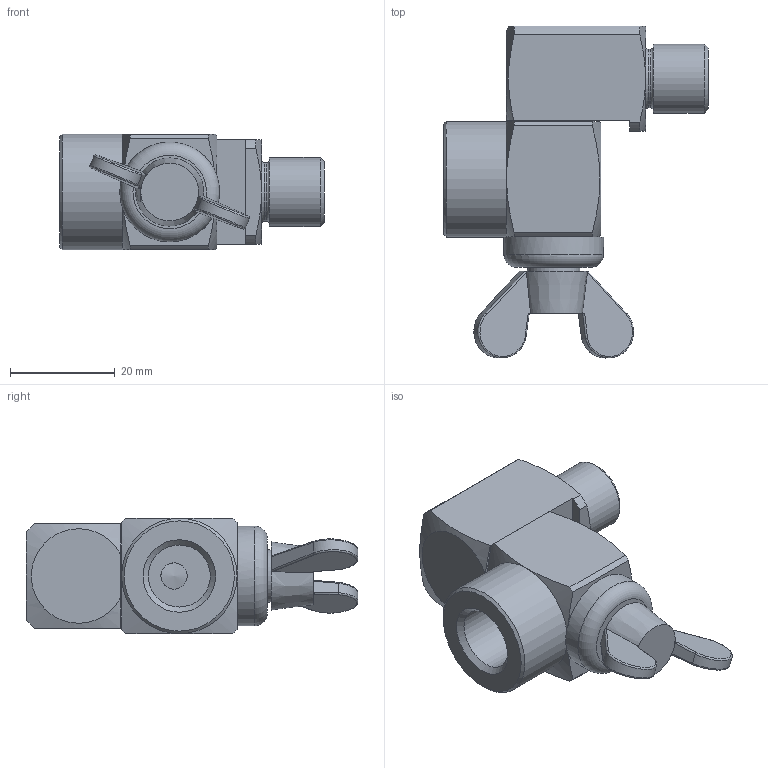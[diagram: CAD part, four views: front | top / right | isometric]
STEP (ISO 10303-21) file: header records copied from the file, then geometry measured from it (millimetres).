
FILE_DESCRIPTION(/* description */ ('Unknown'),/* implementation_level */ '2;1');
FILE_NAME(/* name */ '200330511',/* time_stamp */ '2023-06-19T11:42:07+02:00',/* author */ ('Unknown'),/* organization */ ('Unknown'),/* preprocessor_version */ 'ST-DEVELOPER v18.102',/* originating_system */ 'Solid Edge',/* authorisation */ 'Unknown');
FILE_SCHEMA (('AUTOMOTIVE_DESIGN {1 0 10303 214 3 1 1}'));
Length unit declared in the file: millimetre
Products named in the file (1): Part1
Bounding box: 50.5 x 63.24 x 22 mm (x, y, z)
Volume: 25363.5 mm3; surface area: 8285 mm2
Topology: 1 solids, 2 shells, 90 faces, 213 edges, 135 vertices
Faces by surface type: plane 36, cylinder 28, cone 19, bspline 4, torus 3
Full cylindrical faces by diameter (mm): 5 x1, 5.999 x1, 6 x1, 6.5 x1, 10 x1, 11.199 x1, 11.82 x1, 13.159 x1, 19 x1, 22 x1
Entity records: 3255 total; most frequent: CARTESIAN_POINT 694, DIRECTION 395, ORIENTED_EDGE 368, EDGE_CURVE 184, AXIS2_PLACEMENT_3D 171, VERTEX_POINT 128, FACE_BOUND 122, EDGE_LOOP 121
